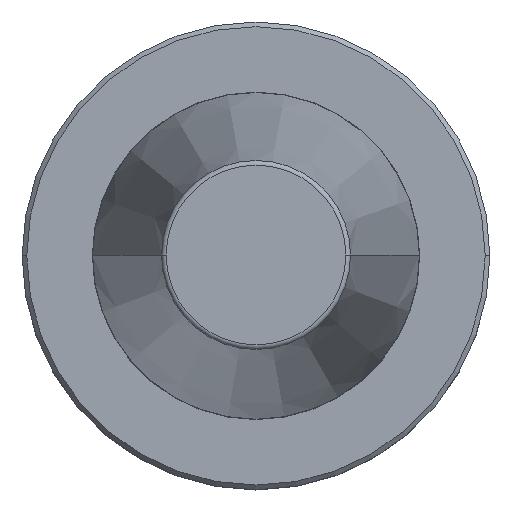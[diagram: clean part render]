
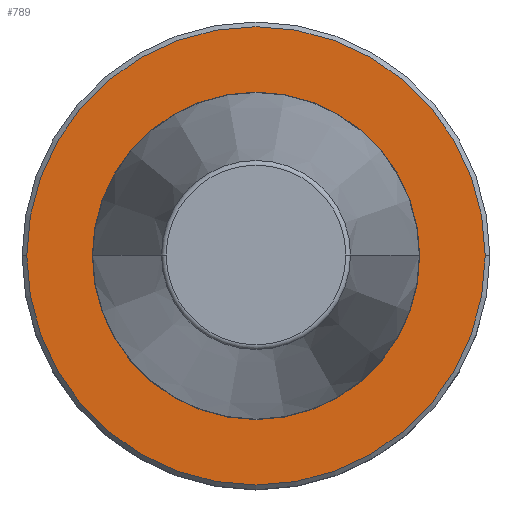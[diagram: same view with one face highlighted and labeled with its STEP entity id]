
A CAD part, top view. The second image highlights one B-rep face of the part: STEP entity #789.
In plain terms, the highlighted planar face has unit normal (0, 0, 1).
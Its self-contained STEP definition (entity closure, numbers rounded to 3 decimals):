
#16 = DIRECTION ( 'NONE',  ( 0., 0., 1. ) ) ;
#80 = CARTESIAN_POINT ( 'NONE',  ( -49., 0., -3. ) ) ;
#85 = PLANE ( 'NONE',  #123 ) ;
#99 = ORIENTED_EDGE ( 'NONE', *, *, #775, .F. ) ;
#123 = AXIS2_PLACEMENT_3D ( 'NONE', #259, #935, #432 ) ;
#144 = CIRCLE ( 'NONE', #720, 35. ) ;
#225 = AXIS2_PLACEMENT_3D ( 'NONE', #571, #16, #502 ) ;
#244 = VERTEX_POINT ( 'NONE', #816 ) ;
#259 = CARTESIAN_POINT ( 'NONE',  ( 0., 35., -3. ) ) ;
#298 = AXIS2_PLACEMENT_3D ( 'NONE', #436, #872, #333 ) ;
#310 = CIRCLE ( 'NONE', #457, 49. ) ;
#312 = DIRECTION ( 'NONE',  ( 0., 0., 1. ) ) ;
#319 = VERTEX_POINT ( 'NONE', #80 ) ;
#333 = DIRECTION ( 'NONE',  ( 1., 0., 0. ) ) ;
#350 = EDGE_CURVE ( 'NONE', #664, #319, #310, .T. ) ;
#356 = CARTESIAN_POINT ( 'NONE',  ( 0., 0., -3. ) ) ;
#358 = EDGE_CURVE ( 'NONE', #244, #446, #144, .T. ) ;
#373 = EDGE_LOOP ( 'NONE', ( #99, #392 ) ) ;
#392 = ORIENTED_EDGE ( 'NONE', *, *, #358, .F. ) ;
#407 = CARTESIAN_POINT ( 'NONE',  ( 0., 0., -3. ) ) ;
#432 = DIRECTION ( 'NONE',  ( -1., 0., 0. ) ) ;
#436 = CARTESIAN_POINT ( 'NONE',  ( 0., 0., -3. ) ) ;
#446 = VERTEX_POINT ( 'NONE', #471 ) ;
#457 = AXIS2_PLACEMENT_3D ( 'NONE', #356, #847, #992 ) ;
#471 = CARTESIAN_POINT ( 'NONE',  ( 35., 0., -3. ) ) ;
#502 = DIRECTION ( 'NONE',  ( 1., 0., 0. ) ) ;
#571 = CARTESIAN_POINT ( 'NONE',  ( 0., 0., -3. ) ) ;
#577 = CIRCLE ( 'NONE', #225, 35. ) ;
#641 = ORIENTED_EDGE ( 'NONE', *, *, #350, .T. ) ;
#664 = VERTEX_POINT ( 'NONE', #783 ) ;
#720 = AXIS2_PLACEMENT_3D ( 'NONE', #407, #312, #822 ) ;
#765 = EDGE_CURVE ( 'NONE', #319, #664, #999, .T. ) ;
#775 = EDGE_CURVE ( 'NONE', #446, #244, #577, .T. ) ;
#783 = CARTESIAN_POINT ( 'NONE',  ( 49., 0., -3. ) ) ;
#789 = ADVANCED_FACE ( 'NONE', ( #812, #829 ), #85, .F. ) ;
#812 = FACE_BOUND ( 'NONE', #373, .T. ) ;
#816 = CARTESIAN_POINT ( 'NONE',  ( -35., 0., -3. ) ) ;
#822 = DIRECTION ( 'NONE',  ( 1., 0., 0. ) ) ;
#829 = FACE_OUTER_BOUND ( 'NONE', #943, .T. ) ;
#847 = DIRECTION ( 'NONE',  ( 0., 0., 1. ) ) ;
#850 = ORIENTED_EDGE ( 'NONE', *, *, #765, .T. ) ;
#872 = DIRECTION ( 'NONE',  ( 0., 0., 1. ) ) ;
#935 = DIRECTION ( 'NONE',  ( 0., 0., -1. ) ) ;
#943 = EDGE_LOOP ( 'NONE', ( #850, #641 ) ) ;
#992 = DIRECTION ( 'NONE',  ( 1., 0., 0. ) ) ;
#999 = CIRCLE ( 'NONE', #298, 49. ) ;
